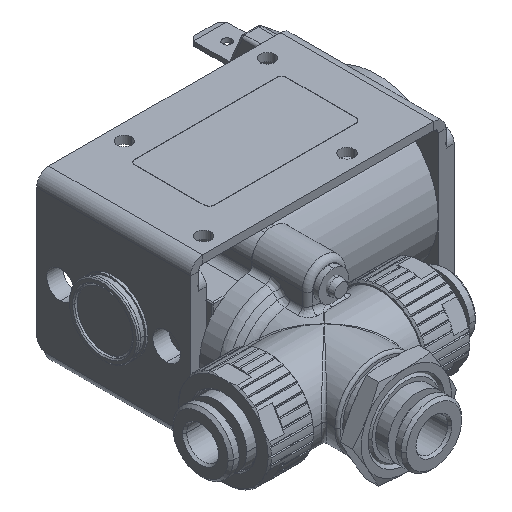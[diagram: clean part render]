
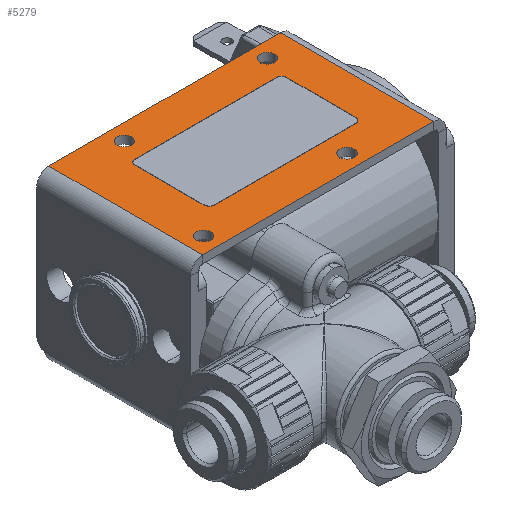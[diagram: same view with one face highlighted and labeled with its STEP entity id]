
A CAD part, isometric view. The second image highlights one B-rep face of the part: STEP entity #5279.
In plain terms, the highlighted planar face has unit normal (0, 0, 1).
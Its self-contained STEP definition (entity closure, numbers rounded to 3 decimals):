
#320=DIRECTION('',(0.,-1.,0.));
#321=VECTOR('',#320,29.);
#322=CARTESIAN_POINT('',(35.4,14.5,16.));
#323=LINE('',#322,#321);
#324=CARTESIAN_POINT('',(3.,11.5,16.));
#325=DIRECTION('',(0.,0.,-1.));
#326=DIRECTION('',(-1.,0.,0.));
#327=AXIS2_PLACEMENT_3D('',#324,#325,#326);
#329=CARTESIAN_POINT('',(3.,11.5,16.));
#330=DIRECTION('',(0.,0.,-1.));
#331=DIRECTION('',(1.,0.,0.));
#332=AXIS2_PLACEMENT_3D('',#329,#330,#331);
#334=CARTESIAN_POINT('',(-5.,-11.5,16.));
#335=DIRECTION('',(0.,0.,-1.));
#336=DIRECTION('',(-1.,0.,0.));
#337=AXIS2_PLACEMENT_3D('',#334,#335,#336);
#339=CARTESIAN_POINT('',(-5.,-11.5,16.));
#340=DIRECTION('',(0.,0.,-1.));
#341=DIRECTION('',(1.,0.,0.));
#342=AXIS2_PLACEMENT_3D('',#339,#340,#341);
#344=CARTESIAN_POINT('',(30.,11.5,16.));
#345=DIRECTION('',(0.,0.,-1.));
#346=DIRECTION('',(-1.,0.,0.));
#347=AXIS2_PLACEMENT_3D('',#344,#345,#346);
#349=CARTESIAN_POINT('',(30.,11.5,16.));
#350=DIRECTION('',(0.,0.,-1.));
#351=DIRECTION('',(1.,0.,0.));
#352=AXIS2_PLACEMENT_3D('',#349,#350,#351);
#354=CARTESIAN_POINT('',(22.,-11.5,16.));
#355=DIRECTION('',(0.,0.,-1.));
#356=DIRECTION('',(-1.,0.,0.));
#357=AXIS2_PLACEMENT_3D('',#354,#355,#356);
#359=CARTESIAN_POINT('',(22.,-11.5,16.));
#360=DIRECTION('',(0.,0.,-1.));
#361=DIRECTION('',(1.,0.,0.));
#362=AXIS2_PLACEMENT_3D('',#359,#360,#361);
#372=DIRECTION('',(-1.,0.,0.));
#373=VECTOR('',#372,43.6);
#374=CARTESIAN_POINT('',(35.4,14.5,16.));
#375=LINE('',#374,#373);
#1554=DIRECTION('',(0.,-1.,0.));
#1555=VECTOR('',#1554,29.);
#1556=CARTESIAN_POINT('',(-8.2,14.5,16.));
#1557=LINE('',#1556,#1555);
#1580=DIRECTION('',(-1.,0.,0.));
#1581=VECTOR('',#1580,43.6);
#1582=CARTESIAN_POINT('',(35.4,-14.5,16.));
#1583=LINE('',#1582,#1581);
#4402=CARTESIAN_POINT('',(35.4,14.5,16.));
#4404=VERTEX_POINT('',#4402);
#4405=CARTESIAN_POINT('',(-8.2,14.5,16.));
#4406=VERTEX_POINT('',#4405);
#4410=CARTESIAN_POINT('',(35.4,-14.5,16.));
#4412=VERTEX_POINT('',#4410);
#4413=CARTESIAN_POINT('',(-8.2,-14.5,16.));
#4414=VERTEX_POINT('',#4413);
#4445=CARTESIAN_POINT('',(1.65,11.5,16.));
#4446=VERTEX_POINT('',#4445);
#4447=CARTESIAN_POINT('',(4.35,11.5,16.));
#4448=VERTEX_POINT('',#4447);
#4449=CARTESIAN_POINT('',(-6.35,-11.5,16.));
#4450=VERTEX_POINT('',#4449);
#4451=CARTESIAN_POINT('',(-3.65,-11.5,16.));
#4452=VERTEX_POINT('',#4451);
#4461=CARTESIAN_POINT('',(28.65,11.5,16.));
#4462=CARTESIAN_POINT('',(31.35,11.5,16.));
#4463=VERTEX_POINT('',#4461);
#4464=VERTEX_POINT('',#4462);
#4465=CARTESIAN_POINT('',(20.65,-11.5,16.));
#4466=CARTESIAN_POINT('',(23.35,-11.5,16.));
#4467=VERTEX_POINT('',#4465);
#4468=VERTEX_POINT('',#4466);
#5243=CARTESIAN_POINT('',(35.4,14.5,16.));
#5244=DIRECTION('',(0.,0.,-1.));
#5245=DIRECTION('',(-1.,0.,0.));
#5246=AXIS2_PLACEMENT_3D('',#5243,#5244,#5245);
#5247=PLANE('',#5246);
#5249=ORIENTED_EDGE('',*,*,#5248,.F.);
#5250=ORIENTED_EDGE('',*,*,#5053,.T.);
#5252=ORIENTED_EDGE('',*,*,#5251,.T.);
#5254=ORIENTED_EDGE('',*,*,#5253,.F.);
#5255=EDGE_LOOP('',(#5249,#5250,#5252,#5254));
#5256=FACE_OUTER_BOUND('',#5255,.F.);
#5257=ORIENTED_EDGE('',*,*,#5223,.F.);
#5258=ORIENTED_EDGE('',*,*,#5237,.F.);
#5259=EDGE_LOOP('',(#5257,#5258));
#5260=FACE_BOUND('',#5259,.F.);
#5262=ORIENTED_EDGE('',*,*,#5261,.F.);
#5264=ORIENTED_EDGE('',*,*,#5263,.F.);
#5265=EDGE_LOOP('',(#5262,#5264));
#5266=FACE_BOUND('',#5265,.F.);
#5268=ORIENTED_EDGE('',*,*,#5267,.F.);
#5270=ORIENTED_EDGE('',*,*,#5269,.F.);
#5271=EDGE_LOOP('',(#5268,#5270));
#5272=FACE_BOUND('',#5271,.F.);
#5274=ORIENTED_EDGE('',*,*,#5273,.F.);
#5276=ORIENTED_EDGE('',*,*,#5275,.F.);
#5277=EDGE_LOOP('',(#5274,#5276));
#5278=FACE_BOUND('',#5277,.F.);
#5279=ADVANCED_FACE('',(#5256,#5260,#5266,#5272,#5278),#5247,.F.);
#328=CIRCLE('',#327,1.35);
#333=CIRCLE('',#332,1.35);
#338=CIRCLE('',#337,1.35);
#343=CIRCLE('',#342,1.35);
#348=CIRCLE('',#347,1.35);
#353=CIRCLE('',#352,1.35);
#358=CIRCLE('',#357,1.35);
#363=CIRCLE('',#362,1.35);
#5053=EDGE_CURVE('',#4404,#4412,#323,.T.);
#5223=EDGE_CURVE('',#4446,#4448,#328,.T.);
#5237=EDGE_CURVE('',#4448,#4446,#333,.T.);
#5248=EDGE_CURVE('',#4404,#4406,#375,.T.);
#5251=EDGE_CURVE('',#4412,#4414,#1583,.T.);
#5253=EDGE_CURVE('',#4406,#4414,#1557,.T.);
#5261=EDGE_CURVE('',#4450,#4452,#338,.T.);
#5263=EDGE_CURVE('',#4452,#4450,#343,.T.);
#5267=EDGE_CURVE('',#4463,#4464,#348,.T.);
#5269=EDGE_CURVE('',#4464,#4463,#353,.T.);
#5273=EDGE_CURVE('',#4467,#4468,#358,.T.);
#5275=EDGE_CURVE('',#4468,#4467,#363,.T.);
